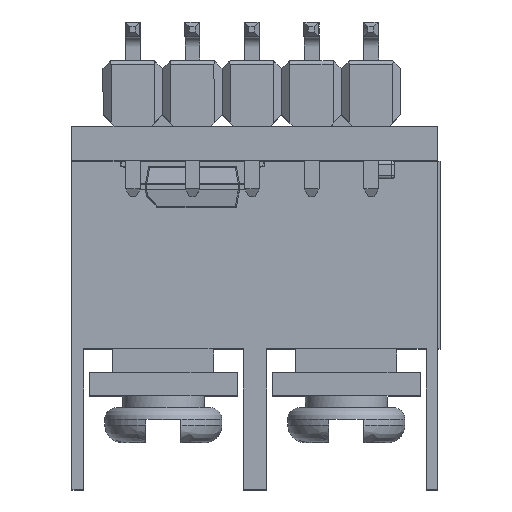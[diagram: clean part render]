
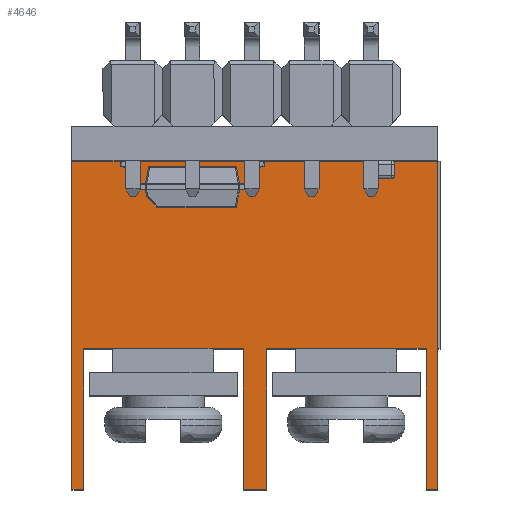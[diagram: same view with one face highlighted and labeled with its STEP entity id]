
A CAD part, top view. The second image highlights one B-rep face of the part: STEP entity #4646.
In plain terms, the highlighted planar face has unit normal (0, 0, 1).
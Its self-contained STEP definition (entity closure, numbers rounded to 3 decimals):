
#4646=ADVANCED_FACE('',(#5687),#21403,.T.);
#5687=FACE_OUTER_BOUND('',#6775,.T.);
#6775=EDGE_LOOP('',(#11233,#11234,#11235,#11236,#11237,#11238,#11239,#11240,
#11241,#11242,#11243,#11244));
#11233=ORIENTED_EDGE('',*,*,#14482,.T.);
#11234=ORIENTED_EDGE('',*,*,#14484,.T.);
#11235=ORIENTED_EDGE('',*,*,#14462,.T.);
#11236=ORIENTED_EDGE('',*,*,#14465,.T.);
#11237=ORIENTED_EDGE('',*,*,#14468,.T.);
#11238=ORIENTED_EDGE('',*,*,#14427,.F.);
#11239=ORIENTED_EDGE('',*,*,#14472,.T.);
#11240=ORIENTED_EDGE('',*,*,#14475,.T.);
#11241=ORIENTED_EDGE('',*,*,#14491,.T.);
#11242=ORIENTED_EDGE('',*,*,#14492,.F.);
#11243=ORIENTED_EDGE('',*,*,#14493,.F.);
#11244=ORIENTED_EDGE('',*,*,#14478,.T.);
#14427=EDGE_CURVE('',#20178,#20175,#17743,.T.);
#14462=EDGE_CURVE('',#20197,#20195,#17778,.T.);
#14465=EDGE_CURVE('',#20195,#20199,#17781,.T.);
#14468=EDGE_CURVE('',#20199,#20175,#17784,.T.);
#14472=EDGE_CURVE('',#20178,#20202,#17788,.T.);
#14475=EDGE_CURVE('',#20202,#20204,#17791,.T.);
#14478=EDGE_CURVE('',#20208,#20207,#17794,.T.);
#14482=EDGE_CURVE('',#20207,#20210,#17798,.T.);
#14484=EDGE_CURVE('',#20210,#20197,#17800,.T.);
#14491=EDGE_CURVE('',#20204,#20216,#17807,.T.);
#14492=EDGE_CURVE('',#20217,#20216,#17808,.T.);
#14493=EDGE_CURVE('',#20208,#20217,#17809,.T.);
#17743=B_SPLINE_CURVE_WITH_KNOTS('',1,(#50018,#50019),.UNSPECIFIED.,.F.,
 .F.,(2,2),(0.,15.6),.UNSPECIFIED.);
#17778=B_SPLINE_CURVE_WITH_KNOTS('',1,(#50088,#50089),.UNSPECIFIED.,.F.,
 .F.,(2,2),(-6.,0.),.UNSPECIFIED.);
#17781=B_SPLINE_CURVE_WITH_KNOTS('',1,(#50094,#50095),.UNSPECIFIED.,.F.,
 .F.,(2,2),(-0.5,0.),.UNSPECIFIED.);
#17784=B_SPLINE_CURVE_WITH_KNOTS('',1,(#50100,#50101),.UNSPECIFIED.,.F.,
 .F.,(2,2),(-14.,0.),.UNSPECIFIED.);
#17788=B_SPLINE_CURVE_WITH_KNOTS('',1,(#50108,#50109),.UNSPECIFIED.,.F.,
 .F.,(2,2),(-14.,0.),.UNSPECIFIED.);
#17791=B_SPLINE_CURVE_WITH_KNOTS('',1,(#50114,#50115),.UNSPECIFIED.,.F.,
 .F.,(2,2),(-0.5,0.),.UNSPECIFIED.);
#17794=B_SPLINE_CURVE_WITH_KNOTS('',1,(#50120,#50121),.UNSPECIFIED.,.F.,
 .F.,(2,2),(-1.,0.),.UNSPECIFIED.);
#17798=B_SPLINE_CURVE_WITH_KNOTS('',1,(#50128,#50129),.UNSPECIFIED.,.F.,
 .F.,(2,2),(-6.,0.),.UNSPECIFIED.);
#17800=B_SPLINE_CURVE_WITH_KNOTS('',1,(#50132,#50133),.UNSPECIFIED.,.F.,
 .F.,(2,2),(-6.8,0.),.UNSPECIFIED.);
#17807=B_SPLINE_CURVE_WITH_KNOTS('',1,(#50146,#50147),.UNSPECIFIED.,.F.,
 .F.,(2,2),(-6.,0.),.UNSPECIFIED.);
#17808=B_SPLINE_CURVE_WITH_KNOTS('',1,(#50148,#50149),.UNSPECIFIED.,.F.,
 .F.,(2,2),(-6.8,0.),.UNSPECIFIED.);
#17809=B_SPLINE_CURVE_WITH_KNOTS('',1,(#50150,#50151),.UNSPECIFIED.,.F.,
 .F.,(2,2),(-6.,0.),.UNSPECIFIED.);
#20175=VERTEX_POINT('',#49934);
#20178=VERTEX_POINT('',#49937);
#20195=VERTEX_POINT('',#49954);
#20197=VERTEX_POINT('',#49956);
#20199=VERTEX_POINT('',#49958);
#20202=VERTEX_POINT('',#49961);
#20204=VERTEX_POINT('',#49963);
#20207=VERTEX_POINT('',#49966);
#20208=VERTEX_POINT('',#49967);
#20210=VERTEX_POINT('',#49969);
#20216=VERTEX_POINT('',#49975);
#20217=VERTEX_POINT('',#49976);
#21403=PLANE('',#22095);
#22095=AXIS2_PLACEMENT_3D('',#49914,#22612,$);
#22612=DIRECTION('',(0.,0.,1.));
#49914=CARTESIAN_POINT('',(1.298,77.23,9.611));
#49934=CARTESIAN_POINT('',(18.458,75.83,9.611));
#49937=CARTESIAN_POINT('',(2.858,75.83,9.611));
#49954=CARTESIAN_POINT('',(17.958,61.83,9.611));
#49956=CARTESIAN_POINT('',(17.958,67.83,9.611));
#49958=CARTESIAN_POINT('',(18.458,61.83,9.611));
#49961=CARTESIAN_POINT('',(2.858,61.83,9.611));
#49963=CARTESIAN_POINT('',(3.358,61.83,9.611));
#49966=CARTESIAN_POINT('',(11.158,61.83,9.611));
#49967=CARTESIAN_POINT('',(10.158,61.83,9.611));
#49969=CARTESIAN_POINT('',(11.158,67.83,9.611));
#49975=CARTESIAN_POINT('',(3.358,67.83,9.611));
#49976=CARTESIAN_POINT('',(10.158,67.83,9.611));
#50018=CARTESIAN_POINT('',(2.858,75.83,9.611));
#50019=CARTESIAN_POINT('',(18.458,75.83,9.611));
#50088=CARTESIAN_POINT('',(17.958,67.83,9.611));
#50089=CARTESIAN_POINT('',(17.958,61.83,9.611));
#50094=CARTESIAN_POINT('',(17.958,61.83,9.611));
#50095=CARTESIAN_POINT('',(18.458,61.83,9.611));
#50100=CARTESIAN_POINT('',(18.458,61.83,9.611));
#50101=CARTESIAN_POINT('',(18.458,75.83,9.611));
#50108=CARTESIAN_POINT('',(2.858,75.83,9.611));
#50109=CARTESIAN_POINT('',(2.858,61.83,9.611));
#50114=CARTESIAN_POINT('',(2.858,61.83,9.611));
#50115=CARTESIAN_POINT('',(3.358,61.83,9.611));
#50120=CARTESIAN_POINT('',(10.158,61.83,9.611));
#50121=CARTESIAN_POINT('',(11.158,61.83,9.611));
#50128=CARTESIAN_POINT('',(11.158,61.83,9.611));
#50129=CARTESIAN_POINT('',(11.158,67.83,9.611));
#50132=CARTESIAN_POINT('',(11.158,67.83,9.611));
#50133=CARTESIAN_POINT('',(17.958,67.83,9.611));
#50146=CARTESIAN_POINT('',(3.358,61.83,9.611));
#50147=CARTESIAN_POINT('',(3.358,67.83,9.611));
#50148=CARTESIAN_POINT('',(10.158,67.83,9.611));
#50149=CARTESIAN_POINT('',(3.358,67.83,9.611));
#50150=CARTESIAN_POINT('',(10.158,61.83,9.611));
#50151=CARTESIAN_POINT('',(10.158,67.83,9.611));
